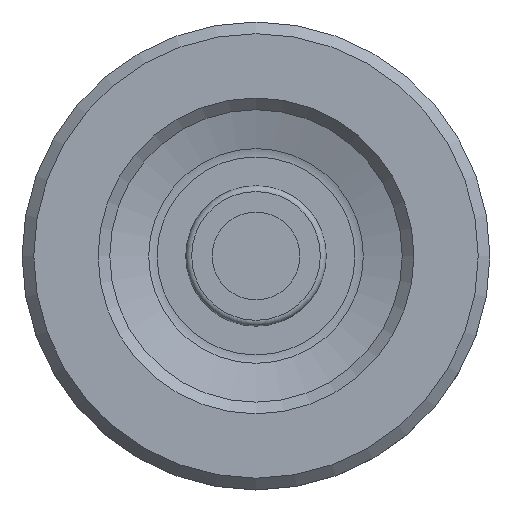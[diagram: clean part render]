
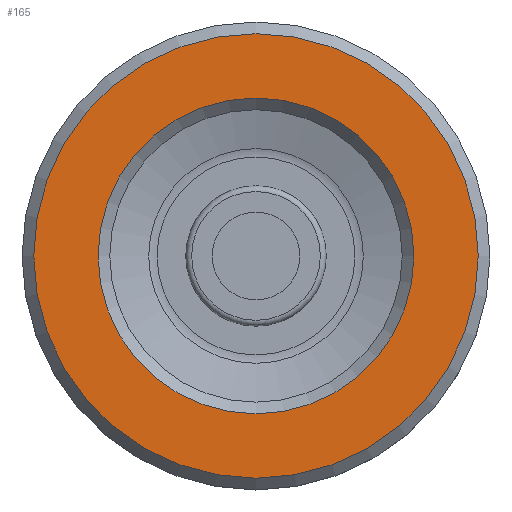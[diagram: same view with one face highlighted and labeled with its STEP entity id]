
A CAD part, top view. The second image highlights one B-rep face of the part: STEP entity #165.
In plain terms, the highlighted planar face has unit normal (0, 0, 1).
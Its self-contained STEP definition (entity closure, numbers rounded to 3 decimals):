
#165 = ADVANCED_FACE( '', ( #348, #349 ), #350, .F. );
#348 = FACE_OUTER_BOUND( '', #2128, .T. );
#349 = FACE_BOUND( '', #2129, .T. );
#350 = PLANE( '', #2130 );
#2128 = EDGE_LOOP( '', ( #2598 ) );
#2129 = EDGE_LOOP( '', ( #2599 ) );
#2130 = AXIS2_PLACEMENT_3D( '', #2600, #2601, #2602 );
#2598 = ORIENTED_EDGE( '', *, *, #2652, .T. );
#2599 = ORIENTED_EDGE( '', *, *, #2689, .T. );
#2600 = CARTESIAN_POINT( '', ( 0., 40., 21. ) );
#2601 = DIRECTION( '', ( 0., 0., -1. ) );
#2602 = DIRECTION( '', ( -1., 0., 0. ) );
#2652 = EDGE_CURVE( '', #2807, #2807, #2808, .F. );
#2689 = EDGE_CURVE( '', #2859, #2859, #2860, .T. );
#2807 = VERTEX_POINT( '', #3397 );
#2808 = CIRCLE( '', #3398, 38. );
#2859 = VERTEX_POINT( '', #3616 );
#2860 = CIRCLE( '', #3617, 27. );
#3397 = CARTESIAN_POINT( '', ( -38., 0., 21. ) );
#3398 = AXIS2_PLACEMENT_3D( '', #4039, #4040, #4041 );
#3616 = CARTESIAN_POINT( '', ( -27., 0., 21. ) );
#3617 = AXIS2_PLACEMENT_3D( '', #4099, #4100, #4101 );
#4039 = CARTESIAN_POINT( '', ( 0., 0., 21. ) );
#4040 = DIRECTION( '', ( 0., 0., -1. ) );
#4041 = DIRECTION( '', ( -1., 0., 0. ) );
#4099 = CARTESIAN_POINT( '', ( 0., 0., 21. ) );
#4100 = DIRECTION( '', ( 0., 0., -1. ) );
#4101 = DIRECTION( '', ( -1., 0., 0. ) );
